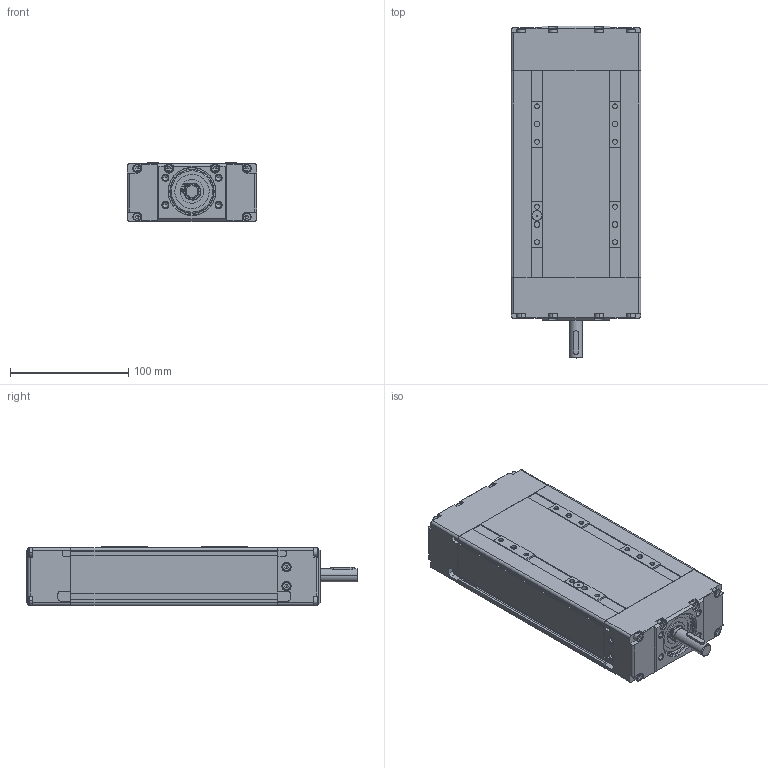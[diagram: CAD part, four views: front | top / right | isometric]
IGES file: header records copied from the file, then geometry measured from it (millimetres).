
Global section: file name: No Iges File Name specified; native system: Autodesk Inventor 2011; preprocessor: AutoDesk Inventor Iges Exporter R2011; author: Matej; date: 20110523.105916; units: millimetre
Bounding box: 110 x 281 x 50 mm (x, y, z)
Volume: 1279983.9 mm3; surface area: 151621.3 mm2
Topology: 5 solids, 9 shells, 604 faces, 1623 edges, 1057 vertices
Faces by surface type: plane 320, bspline 91, cylinder 81, revolution 74, torus 36, cone 2
